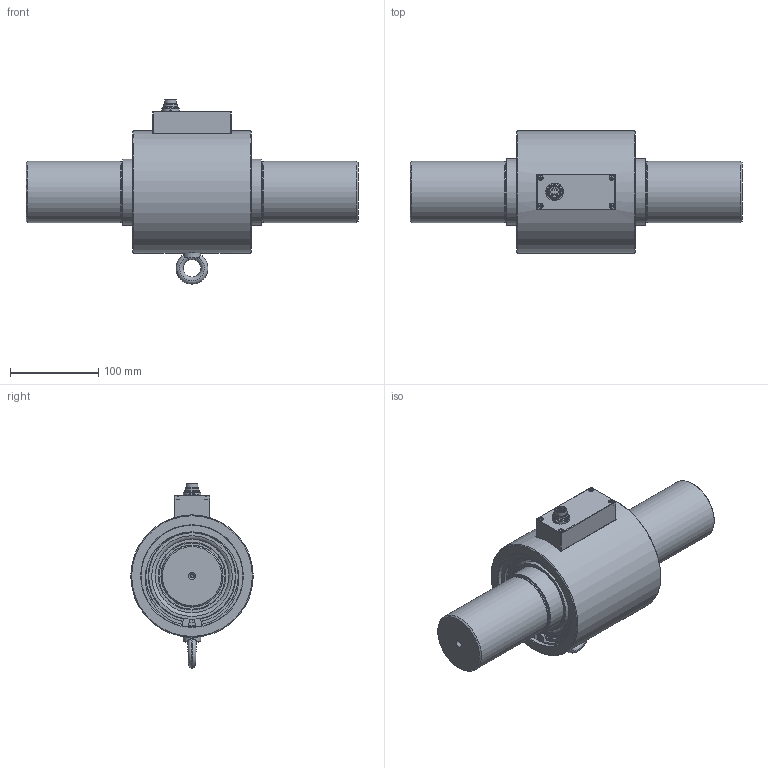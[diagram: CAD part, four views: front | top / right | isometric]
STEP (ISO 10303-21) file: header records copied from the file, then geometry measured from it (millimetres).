
FILE_DESCRIPTION( ( 'Unknown' ), '1' );
FILE_NAME( 'Dr2112-2000-5000Nm.stp', 'Unknown', ( 'Unknown' ), ( 'Unknown' ), 'PSStep 17.0.49', 'Unknown', ' ' );
FILE_SCHEMA( ( 'AUTOMOTIVE_DESIGN { 1 0 10303 214 1 1 1 1 }' ) );
Length unit declared in the file: millimetre
Products named in the file (24): 2247-b05_doc-00045639; 2247-003_doc-00016120; Zylinderschraube DIN 912-M3x25; 2300-b02_doc-00048083; 2300-002_doc-00048035; Sicherungsring DIN 472-115x4-T1; DIN 625-T1-6015-2RS_75x115x20; Ringschraube M8 DIN 580-oa0; 2300-b01_doc-00048057; 2300-001_doc-00047966; DIN 625-T1-6015-2Z_75x115x20; Assem1; flanschstecker 12-polig serie 723; mutter_09-0323-89-06_DOC-00067592
Assembly tree (27 placements, depth 3):
  Assem1
    flanschstecker 12-polig serie 723
    mutter_09-0323-89-06_DOC-00067592
    2300-b01_doc-00048057
      2300-001_doc-00047966
      DIN 625-T1-6015-2Z_75x115x20
      DIN 625-T1-6015-2Z_75x115x20
      DIN 625-T1-6015-2Z_75x115x20
      DIN 625-T1-6015-2Z_75x115x20
      DIN 625-T1-6015-2Z_75x115x20
    2300-b02_doc-00048083
      2300-002_doc-00048035
      Sicherungsring DIN 472-115x4-T1  x2
      DIN 625-T1-6015-2RS_75x115x20
      DIN 625-T1-6015-2RS_75x115x20
      DIN 625-T1-6015-2RS_75x115x20
      DIN 625-T1-6015-2RS_75x115x20
      DIN 625-T1-6015-2RS_75x115x20
      DIN 625-T1-6015-2RS_75x115x20
      DIN 625-T1-6015-2RS_75x115x20
      Ringschraube M8 DIN 580-oa0
    2247-b05_doc-00045639
      2247-003_doc-00016120
      Zylinderschraube DIN 912-M3x25  x4
Bounding box: 377 x 139 x 209.19 mm (x, y, z)
Volume: 2349741.1 mm3; surface area: 403317.7 mm2
Topology: 24 solids, 26 shells, 379 faces, 757 edges, 496 vertices
Faces by surface type: plane 186, cylinder 126, cone 42, torus 21, bspline 4
Full cylindrical faces by diameter (mm): 1 x24, 2.387 x4, 2.459 x4, 3 x8, 3.4 x4, 4 x3, 4.917 x1, 5.5 x4, 6 x5, 12 x1, 13.5 x1, 15 x1, 15.875 x1, 17.188 x1, 17.462 x1, 17.8 x1, 20 x3, 21 x1, 22 x1, 69.4 x2, 70 x2, 75 x3, 83.3 x4, 83.32 x2, 91.63 x4, 99.75 x4, 104.86 x2, 104.88 x4, 104.98 x4, 105 x4
Entity records: 12164 total; most frequent: CARTESIAN_POINT 3203, DIRECTION 1374, ORIENTED_EDGE 842, AXIS2_PLACEMENT_3D 632, EDGE_LOOP 572, FACE_OUTER_BOUND 436, EDGE_CURVE 421, VERTEX_POINT 373
